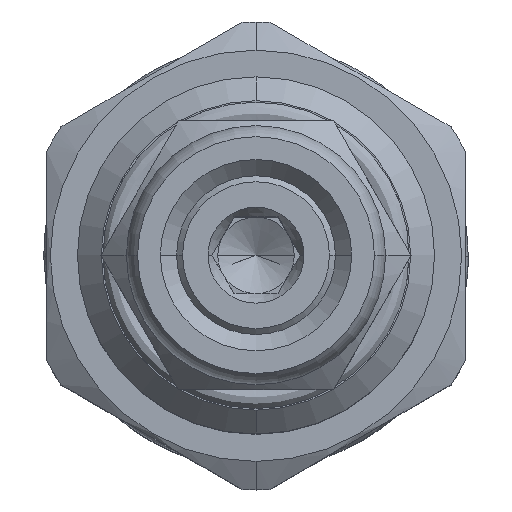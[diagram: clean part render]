
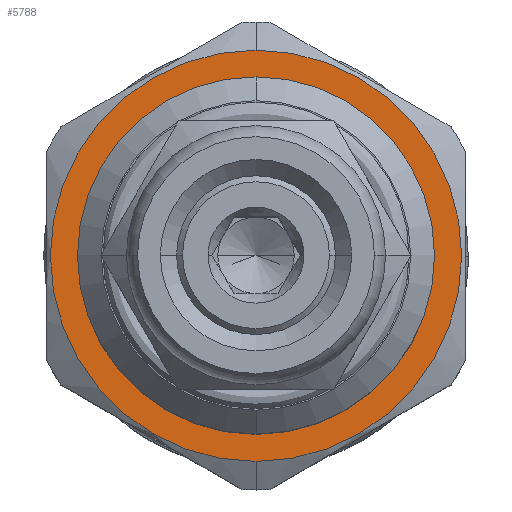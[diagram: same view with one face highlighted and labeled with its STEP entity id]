
A CAD part, top view. The second image highlights one B-rep face of the part: STEP entity #5788.
In plain terms, the highlighted planar face has unit normal (0, 0, 1).
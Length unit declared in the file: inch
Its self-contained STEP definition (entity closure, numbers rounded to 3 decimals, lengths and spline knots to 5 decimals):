
#774=CARTESIAN_POINT('',(0.,0.,2.561));
#775=DIRECTION('',(0.,0.,1.));
#776=DIRECTION('',(0.,-1.,0.));
#777=AXIS2_PLACEMENT_3D('',#774,#775,#776);
#779=CARTESIAN_POINT('',(0.,0.,2.561));
#780=DIRECTION('',(0.,0.,-1.));
#781=DIRECTION('',(0.,-1.,0.));
#782=AXIS2_PLACEMENT_3D('',#779,#780,#781);
#788=CARTESIAN_POINT('',(0.,0.,2.561));
#789=DIRECTION('',(0.,0.,-1.));
#790=DIRECTION('',(0.,-1.,0.));
#791=AXIS2_PLACEMENT_3D('',#788,#789,#790);
#922=CARTESIAN_POINT('',(0.,0.,2.561));
#923=DIRECTION('',(0.,0.,1.));
#924=DIRECTION('',(0.,-1.,0.));
#925=AXIS2_PLACEMENT_3D('',#922,#923,#924);
#4381=CARTESIAN_POINT('',(0.,-0.43,2.561));
#4383=VERTEX_POINT('',#4381);
#4389=CARTESIAN_POINT('',(0.,0.43,2.561));
#4391=VERTEX_POINT('',#4389);
#4397=CARTESIAN_POINT('',(0.,-0.3735,2.561));
#4398=CARTESIAN_POINT('',(0.,0.3735,2.561));
#4399=VERTEX_POINT('',#4397);
#4400=VERTEX_POINT('',#4398);
#5773=CARTESIAN_POINT('',(0.,0.,2.561));
#5774=DIRECTION('',(0.,0.,1.));
#5775=DIRECTION('',(0.,-1.,0.));
#5776=AXIS2_PLACEMENT_3D('',#5773,#5774,#5775);
#5777=PLANE('',#5776);
#5779=ORIENTED_EDGE('',*,*,#5778,.T.);
#5781=ORIENTED_EDGE('',*,*,#5780,.F.);
#5782=EDGE_LOOP('',(#5779,#5781));
#5783=FACE_OUTER_BOUND('',#5782,.F.);
#5784=ORIENTED_EDGE('',*,*,#5738,.T.);
#5785=ORIENTED_EDGE('',*,*,#5766,.F.);
#5786=EDGE_LOOP('',(#5784,#5785));
#5787=FACE_BOUND('',#5786,.F.);
#5788=ADVANCED_FACE('',(#5783,#5787),#5777,.T.);
#778=CIRCLE('',#777,0.3735);
#783=CIRCLE('',#782,0.3735);
#792=CIRCLE('',#791,0.43);
#926=CIRCLE('',#925,0.43);
#5738=EDGE_CURVE('',#4399,#4400,#778,.T.);
#5766=EDGE_CURVE('',#4399,#4400,#783,.T.);
#5778=EDGE_CURVE('',#4383,#4391,#792,.T.);
#5780=EDGE_CURVE('',#4383,#4391,#926,.T.);
